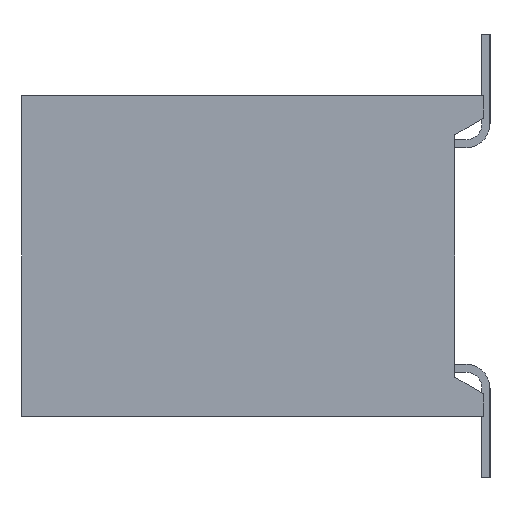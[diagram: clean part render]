
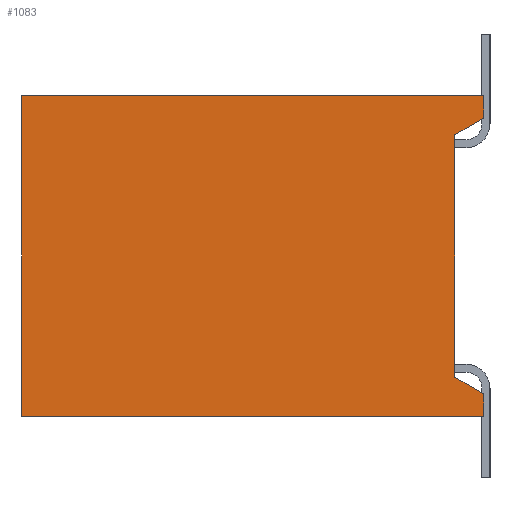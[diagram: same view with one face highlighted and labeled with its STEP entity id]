
A CAD part, left-side view. The second image highlights one B-rep face of the part: STEP entity #1083.
In plain terms, the highlighted planar face has unit normal (-1, 0, 0).
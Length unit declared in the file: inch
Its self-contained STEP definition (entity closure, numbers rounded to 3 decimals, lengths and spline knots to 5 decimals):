
#1083 = ADVANCED_FACE( '', ( #2256 ), #2257, .F. );
#2256 = FACE_OUTER_BOUND( '', #3482, .T. );
#2257 = PLANE( '', #3483 );
#3482 = EDGE_LOOP( '', ( #6929, #6930, #6931, #6932, #6933, #6934, #6935, #6936 ) );
#3483 = AXIS2_PLACEMENT_3D( '', #6937, #6938, #6939 );
#6929 = ORIENTED_EDGE( '', *, *, #7836, .F. );
#6930 = ORIENTED_EDGE( '', *, *, #8825, .T. );
#6931 = ORIENTED_EDGE( '', *, *, #8532, .F. );
#6932 = ORIENTED_EDGE( '', *, *, #8526, .F. );
#6933 = ORIENTED_EDGE( '', *, *, #8432, .T. );
#6934 = ORIENTED_EDGE( '', *, *, #8003, .T. );
#6935 = ORIENTED_EDGE( '', *, *, #8909, .F. );
#6936 = ORIENTED_EDGE( '', *, *, #8954, .F. );
#6937 = CARTESIAN_POINT( '', ( -0.4, 0.288, -0.1 ) );
#6938 = DIRECTION( '', ( 1., 0., 0. ) );
#6939 = DIRECTION( '', ( 0., 0., -1. ) );
#7836 = EDGE_CURVE( '', #9583, #9581, #9585, .T. );
#8003 = EDGE_CURVE( '', #9876, #9874, #9877, .T. );
#8432 = EDGE_CURVE( '', #10558, #9876, #10559, .T. );
#8526 = EDGE_CURVE( '', #10558, #10705, #10706, .T. );
#8532 = EDGE_CURVE( '', #10705, #10713, #10714, .T. );
#8825 = EDGE_CURVE( '', #9583, #10713, #11108, .T. );
#8909 = EDGE_CURVE( '', #11206, #9874, #11208, .T. );
#8954 = EDGE_CURVE( '', #9581, #11206, #11257, .T. );
#9581 = VERTEX_POINT( '', #12088 );
#9583 = VERTEX_POINT( '', #12091 );
#9585 = LINE( '', #12094, #12095 );
#9874 = VERTEX_POINT( '', #12513 );
#9876 = VERTEX_POINT( '', #12516 );
#9877 = LINE( '', #12517, #12518 );
#10558 = VERTEX_POINT( '', #13524 );
#10559 = LINE( '', #13525, #13526 );
#10705 = VERTEX_POINT( '', #13753 );
#10706 = LINE( '', #13754, #13755 );
#10713 = VERTEX_POINT( '', #13765 );
#10714 = LINE( '', #13766, #13767 );
#11108 = LINE( '', #14367, #14368 );
#11206 = VERTEX_POINT( '', #14513 );
#11208 = LINE( '', #14516, #14517 );
#11257 = LINE( '', #14601, #14602 );
#12088 = CARTESIAN_POINT( '', ( -0.4, 0.018, 0.07561 ) );
#12091 = CARTESIAN_POINT( '', ( -0.4, 0., 0.086 ) );
#12094 = CARTESIAN_POINT( '', ( -0.4, 0.29654, -0.08521 ) );
#12095 = VECTOR( '', #15061, 39.37008 );
#12513 = CARTESIAN_POINT( '', ( -0.4, 0., -0.086 ) );
#12516 = CARTESIAN_POINT( '', ( -0.4, 0., -0.1 ) );
#12517 = CARTESIAN_POINT( '', ( -0.4, 0., -0.1 ) );
#12518 = VECTOR( '', #15213, 39.37008 );
#13524 = CARTESIAN_POINT( '', ( -0.4, 0.288, -0.1 ) );
#13525 = CARTESIAN_POINT( '', ( -0.4, 0.288, -0.1 ) );
#13526 = VECTOR( '', #15620, 39.37008 );
#13753 = CARTESIAN_POINT( '', ( -0.4, 0.288, 0.1 ) );
#13754 = CARTESIAN_POINT( '', ( -0.4, 0.288, -0.1 ) );
#13755 = VECTOR( '', #15708, 39.37008 );
#13765 = CARTESIAN_POINT( '', ( -0.4, 0., 0.1 ) );
#13766 = CARTESIAN_POINT( '', ( -0.4, 0.288, 0.1 ) );
#13767 = VECTOR( '', #15712, 39.37008 );
#14367 = CARTESIAN_POINT( '', ( -0.4, 0., -0.1 ) );
#14368 = VECTOR( '', #15937, 39.37008 );
#14513 = CARTESIAN_POINT( '', ( -0.4, 0.018, -0.07561 ) );
#14516 = CARTESIAN_POINT( '', ( -0.4, 0.20994, 0.03521 ) );
#14517 = VECTOR( '', #15995, 39.37008 );
#14601 = CARTESIAN_POINT( '', ( -0.4, 0.018, -0.1 ) );
#14602 = VECTOR( '', #16031, 39.37008 );
#15061 = DIRECTION( '', ( 0., 0.866, -0.5 ) );
#15213 = DIRECTION( '', ( 0., 0., 1. ) );
#15620 = DIRECTION( '', ( 0., -1., 0. ) );
#15708 = DIRECTION( '', ( 0., 0., 1. ) );
#15712 = DIRECTION( '', ( 0., -1., 0. ) );
#15937 = DIRECTION( '', ( 0., 0., 1. ) );
#15995 = DIRECTION( '', ( 0., -0.866, -0.5 ) );
#16031 = DIRECTION( '', ( 0., 0., -1. ) );
